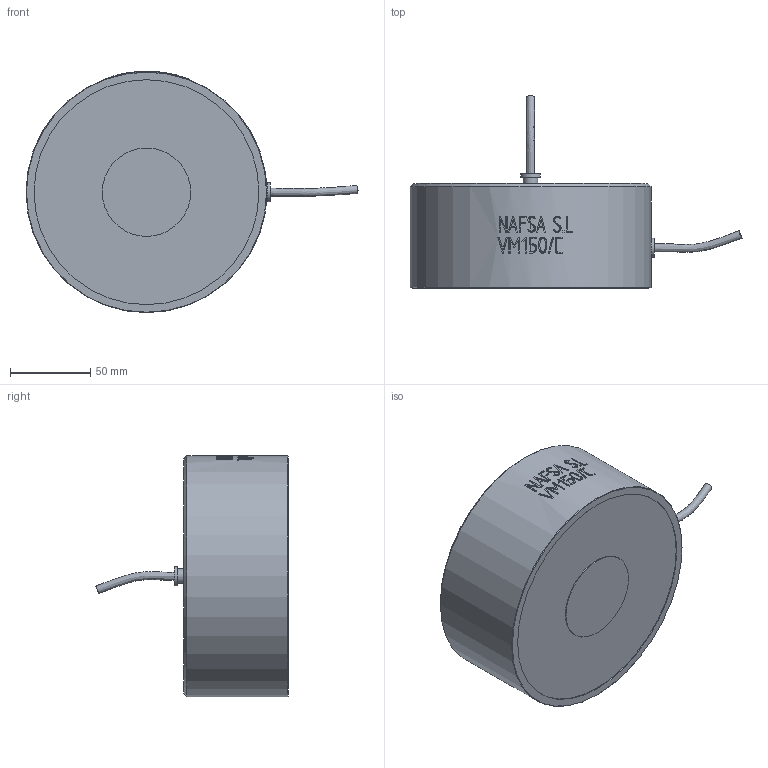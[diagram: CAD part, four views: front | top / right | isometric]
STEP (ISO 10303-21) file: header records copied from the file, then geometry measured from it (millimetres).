
FILE_DESCRIPTION( ( 'Unknown' ), '1' );
FILE_NAME( 'VM150_S.stp', 'Unknown', ( 'Unknown' ), ( 'Unknown' ), 'PSStep 11.0', 'Unknown', ' ' );
FILE_SCHEMA( ( 'AUTOMOTIVE_DESIGN { 1 0 10303 214 1 1 1 1 }' ) );
Length unit declared in the file: millimetre
Products named in the file (4): Assem1; Manguera VM150; Casquillo plastico D6-9-12x6; Carcasa VM150_S
Bounding box: 206.63 x 119.63 x 150.25 mm (x, y, z)
Volume: 2279563.4 mm3; surface area: 135973.6 mm2
Topology: 6 solids, 6 shells, 314 faces, 780 edges, 520 vertices
Faces by surface type: plane 150, bspline 98, cylinder 60, cone 6
Full cylindrical faces by diameter (mm): 2 x2, 6 x2, 9 x4, 12 x2, 13.835 x2, 55 x2, 140 x2, 150 x2
Entity records: 9593 total; most frequent: CARTESIAN_POINT 5534, ORIENTED_EDGE 712, EDGE_CURVE 356, B_SPLINE_CURVE_WITH_KNOTS 335, DIRECTION 260, VERTEX_POINT 247, EDGE_LOOP 194, FACE_OUTER_BOUND 166
